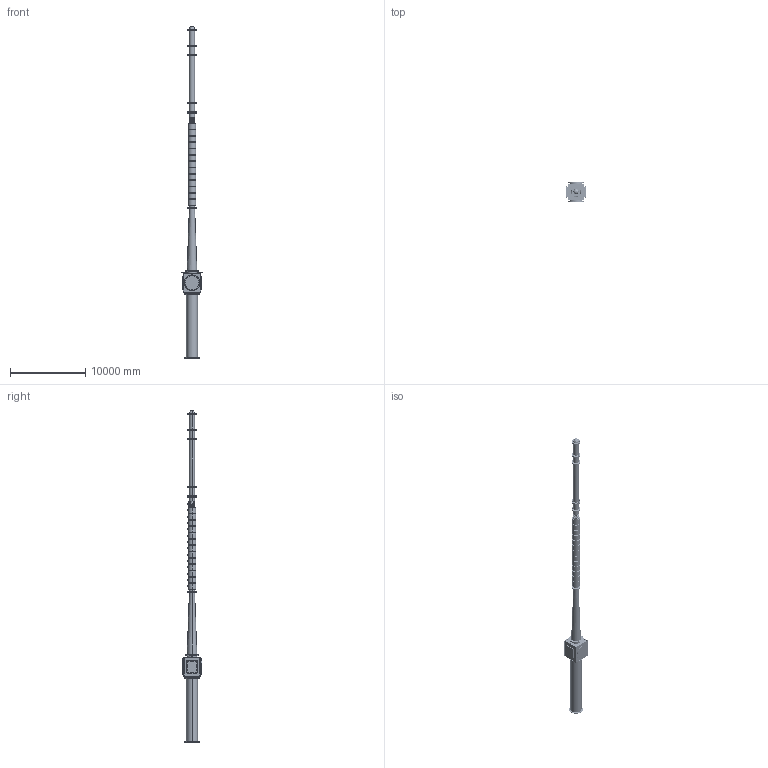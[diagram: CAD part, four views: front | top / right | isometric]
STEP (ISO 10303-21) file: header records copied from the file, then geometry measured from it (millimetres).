
FILE_DESCRIPTION(('FreeCAD Model'),'2;1');
FILE_NAME('Open CASCADE Shape Model','2025-04-27T06:11:57',('FreeCAD'),( 'FreeCAD'),'Open CASCADE STEP processor 7.6','FreeCAD','Unknown');
FILE_SCHEMA(('AUTOMOTIVE_DESIGN { 1 0 10303 214 1 1 1 1 }'));
Products named in the file (1): Open CASCADE STEP translator 7.6 1
Bounding box: 2768.86 x 2575.04 x 44213.08 mm (x, y, z)
Volume: 9157835192.6 mm3; surface area: 494287861.3 mm2
Topology: 84 solids, 84 shells, 2354 faces, 6348 edges, 4194 vertices
Faces by surface type: bspline 2354
Entity records: 204166 total; most frequent: CARTESIAN_POINT 168025, ORIENTED_EDGE 12688, EDGE_CURVE 6344, VERTEX_POINT 4194, FACE_BOUND 3840, EDGE_LOOP 3840, ADVANCED_FACE 2354, B_SPLINE_CURVE_WITH_KNOTS 2310
